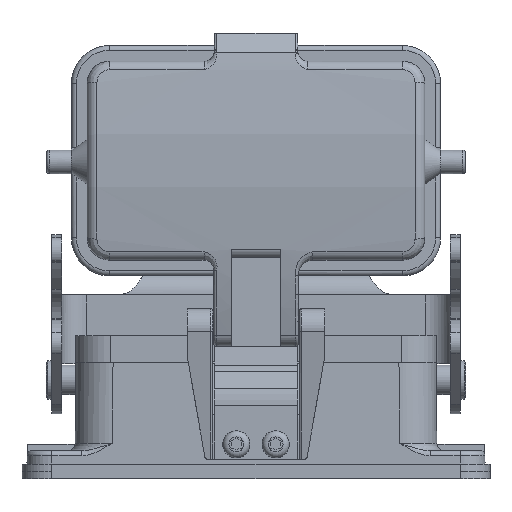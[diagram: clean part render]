
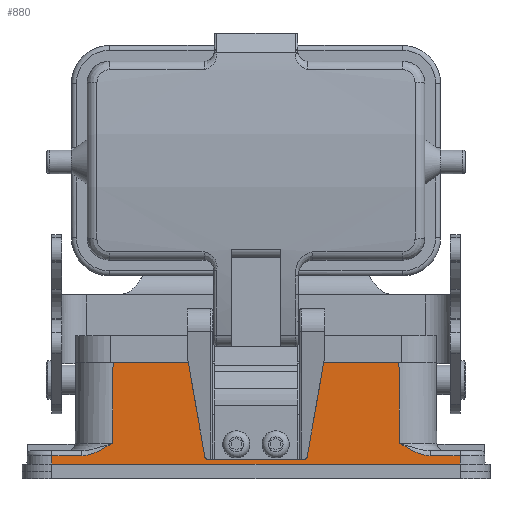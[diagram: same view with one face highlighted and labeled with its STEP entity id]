
A CAD part, left-side view. The second image highlights one B-rep face of the part: STEP entity #880.
In plain terms, the highlighted planar face has unit normal (-1, 0, 0.009).
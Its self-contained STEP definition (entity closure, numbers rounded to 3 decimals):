
#203=FACE_BOUND('',#2348,.T.);
#204=FACE_BOUND('',#2349,.T.);
#205=FACE_BOUND('',#2350,.T.);
#413=PLANE('',#11636);
#744=ELLIPSE('',#11632,1.5,1.5);
#745=ELLIPSE('',#11633,1.5,1.5);
#746=ELLIPSE('',#11634,1.5,1.5);
#747=ELLIPSE('',#11635,1.5,1.5);
#880=ADVANCED_FACE('',(#203,#204,#205),#413,.T.);
#2348=EDGE_LOOP('',(#3731,#3732,#3733,#3734,#3735,#3736,#3737,#3738,#3739,
#3740,#3741,#3742,#3743,#3744));
#2349=EDGE_LOOP('',(#3745,#3746));
#2350=EDGE_LOOP('',(#3747,#3748));
#3537=B_SPLINE_CURVE_WITH_KNOTS('',3,(#16208,#16209,#16210,#16211,#16212,
#16213),.UNSPECIFIED.,.F.,.F.,(4,2,4),(0.,0.5,1.),.UNSPECIFIED.);
#3538=B_SPLINE_CURVE_WITH_KNOTS('',3,(#16229,#16230,#16231,#16232,#16233,
#16234),.UNSPECIFIED.,.F.,.F.,(4,2,4),(0.,0.5,1.),.UNSPECIFIED.);
#3731=ORIENTED_EDGE('',*,*,#8099,.F.);
#3732=ORIENTED_EDGE('',*,*,#8100,.F.);
#3733=ORIENTED_EDGE('',*,*,#8101,.F.);
#3734=ORIENTED_EDGE('',*,*,#8102,.F.);
#3735=ORIENTED_EDGE('',*,*,#8103,.F.);
#3736=ORIENTED_EDGE('',*,*,#8104,.T.);
#3737=ORIENTED_EDGE('',*,*,#8105,.T.);
#3738=ORIENTED_EDGE('',*,*,#8106,.F.);
#3739=ORIENTED_EDGE('',*,*,#8107,.F.);
#3740=ORIENTED_EDGE('',*,*,#8108,.T.);
#3741=ORIENTED_EDGE('',*,*,#8109,.T.);
#3742=ORIENTED_EDGE('',*,*,#8110,.T.);
#3743=ORIENTED_EDGE('',*,*,#8111,.T.);
#3744=ORIENTED_EDGE('',*,*,#8112,.T.);
#3745=ORIENTED_EDGE('',*,*,#8113,.F.);
#3746=ORIENTED_EDGE('',*,*,#8114,.F.);
#3747=ORIENTED_EDGE('',*,*,#8115,.F.);
#3748=ORIENTED_EDGE('',*,*,#8116,.F.);
#7031=VERTEX_POINT('',#16202);
#7032=VERTEX_POINT('',#16203);
#7033=VERTEX_POINT('',#16205);
#7034=VERTEX_POINT('',#16207);
#7035=VERTEX_POINT('',#16214);
#7036=VERTEX_POINT('',#16216);
#7037=VERTEX_POINT('',#16218);
#7038=VERTEX_POINT('',#16220);
#7039=VERTEX_POINT('',#16222);
#7040=VERTEX_POINT('',#16224);
#7041=VERTEX_POINT('',#16226);
#7042=VERTEX_POINT('',#16228);
#7043=VERTEX_POINT('',#16235);
#7044=VERTEX_POINT('',#16237);
#7045=VERTEX_POINT('',#16240);
#7046=VERTEX_POINT('',#16241);
#7047=VERTEX_POINT('',#16244);
#7048=VERTEX_POINT('',#16245);
#8099=EDGE_CURVE('',#7031,#7032,#9738,.T.);
#8100=EDGE_CURVE('',#7033,#7031,#9739,.T.);
#8101=EDGE_CURVE('',#7034,#7033,#9740,.T.);
#8102=EDGE_CURVE('',#7035,#7034,#3537,.T.);
#8103=EDGE_CURVE('',#7036,#7035,#9741,.T.);
#8104=EDGE_CURVE('',#7036,#7037,#9742,.T.);
#8105=EDGE_CURVE('',#7037,#7038,#9743,.T.);
#8106=EDGE_CURVE('',#7039,#7038,#9744,.T.);
#8107=EDGE_CURVE('',#7040,#7039,#9745,.T.);
#8108=EDGE_CURVE('',#7040,#7041,#9746,.T.);
#8109=EDGE_CURVE('',#7041,#7042,#9747,.T.);
#8110=EDGE_CURVE('',#7042,#7043,#3538,.T.);
#8111=EDGE_CURVE('',#7043,#7044,#9748,.T.);
#8112=EDGE_CURVE('',#7044,#7032,#9749,.T.);
#8113=EDGE_CURVE('',#7045,#7046,#744,.T.);
#8114=EDGE_CURVE('',#7046,#7045,#745,.T.);
#8115=EDGE_CURVE('',#7047,#7048,#746,.T.);
#8116=EDGE_CURVE('',#7048,#7047,#747,.T.);
#9738=LINE('',#16201,#10685);
#9739=LINE('',#16204,#10686);
#9740=LINE('',#16206,#10687);
#9741=LINE('',#16215,#10688);
#9742=LINE('',#16217,#10689);
#9743=LINE('',#16219,#10690);
#9744=LINE('',#16221,#10691);
#9745=LINE('',#16223,#10692);
#9746=LINE('',#16225,#10693);
#9747=LINE('',#16227,#10694);
#9748=LINE('',#16236,#10695);
#9749=LINE('',#16238,#10696);
#10685=VECTOR('',#12827,1.);
#10686=VECTOR('',#12828,1.);
#10687=VECTOR('',#12829,1.);
#10688=VECTOR('',#12830,1.);
#10689=VECTOR('',#12831,1.);
#10690=VECTOR('',#12832,1.);
#10691=VECTOR('',#12833,1.);
#10692=VECTOR('',#12834,1.);
#10693=VECTOR('',#12835,1.);
#10694=VECTOR('',#12836,1.);
#10695=VECTOR('',#12837,1.);
#10696=VECTOR('',#12838,1.);
#11632=AXIS2_PLACEMENT_3D('',#16239,#12839,#12840);
#11633=AXIS2_PLACEMENT_3D('',#16242,#12841,#12842);
#11634=AXIS2_PLACEMENT_3D('',#16243,#12843,#12844);
#11635=AXIS2_PLACEMENT_3D('',#16246,#12845,#12846);
#11636=AXIS2_PLACEMENT_3D('',#16247,#12847,#12848);
#12827=DIRECTION('',(0.,1.,0.));
#12828=DIRECTION('',(-0.009,-0.009,-1.));
#12829=DIRECTION('',(0.,-1.,0.));
#12830=DIRECTION('',(-0.009,-0.009,-1.));
#12831=DIRECTION('',(0.,1.,0.));
#12832=DIRECTION('',(-0.009,0.,-1.));
#12833=DIRECTION('',(0.,-1.,0.));
#12834=DIRECTION('',(-0.009,0.,-1.));
#12835=DIRECTION('',(0.,1.,0.));
#12836=DIRECTION('',(-0.009,0.009,-1.));
#12837=DIRECTION('',(0.,1.,0.));
#12838=DIRECTION('',(-0.009,0.009,-1.));
#12839=DIRECTION('',(-1.,0.,0.009));
#12840=DIRECTION('',(-0.009,0.,-1.));
#12841=DIRECTION('',(-1.,0.,0.009));
#12842=DIRECTION('',(-0.009,0.,-1.));
#12843=DIRECTION('',(-1.,0.,0.009));
#12844=DIRECTION('',(-0.009,0.,-1.));
#12845=DIRECTION('',(-1.,0.,0.009));
#12846=DIRECTION('',(-0.009,0.,-1.));
#12847=DIRECTION('',(-1.,0.,0.009));
#12848=DIRECTION('',(-0.009,0.,-1.));
#16201=CARTESIAN_POINT('',(-149.236,23.484,0.));
#16202=CARTESIAN_POINT('',(-149.236,-41.508,0.));
#16203=CARTESIAN_POINT('',(-149.236,41.508,0.));
#16204=CARTESIAN_POINT('',(-149.234,-41.506,0.204));
#16205=CARTESIAN_POINT('',(-149.207,-41.48,3.225));
#16206=CARTESIAN_POINT('',(-149.207,-41.471,3.225));
#16207=CARTESIAN_POINT('',(-149.207,-35.417,3.225));
#16208=CARTESIAN_POINT('',(-149.186,-29.183,5.715));
#16209=CARTESIAN_POINT('',(-149.191,-30.147,5.118));
#16210=CARTESIAN_POINT('',(-149.196,-31.108,4.522));
#16211=CARTESIAN_POINT('',(-149.204,-33.162,3.581));
#16212=CARTESIAN_POINT('',(-149.207,-34.267,3.225));
#16213=CARTESIAN_POINT('',(-149.207,-35.417,3.225));
#16214=CARTESIAN_POINT('',(-149.186,-29.183,5.715));
#16215=CARTESIAN_POINT('',(-149.235,-29.233,0.097));
#16216=CARTESIAN_POINT('',(-149.043,-29.04,22.11));
#16217=CARTESIAN_POINT('',(-149.043,-4.891,22.11));
#16218=CARTESIAN_POINT('',(-149.043,-1.759,22.11));
#16219=CARTESIAN_POINT('',(-149.236,-1.759,0.));
#16220=CARTESIAN_POINT('',(-149.087,-1.759,17.085));
#16221=CARTESIAN_POINT('',(-149.087,28.391,17.085));
#16222=CARTESIAN_POINT('',(-149.087,1.759,17.085));
#16223=CARTESIAN_POINT('',(-149.236,1.759,0.));
#16224=CARTESIAN_POINT('',(-149.043,1.759,22.11));
#16225=CARTESIAN_POINT('',(-149.043,4.891,22.11));
#16226=CARTESIAN_POINT('',(-149.043,29.04,22.11));
#16227=CARTESIAN_POINT('',(-149.235,29.233,0.097));
#16228=CARTESIAN_POINT('',(-149.186,29.183,5.715));
#16229=CARTESIAN_POINT('',(-149.186,29.183,5.715));
#16230=CARTESIAN_POINT('',(-149.191,30.147,5.118));
#16231=CARTESIAN_POINT('',(-149.196,31.108,4.522));
#16232=CARTESIAN_POINT('',(-149.204,33.162,3.581));
#16233=CARTESIAN_POINT('',(-149.207,34.267,3.225));
#16234=CARTESIAN_POINT('',(-149.207,35.417,3.225));
#16235=CARTESIAN_POINT('',(-149.207,35.417,3.225));
#16236=CARTESIAN_POINT('',(-149.207,41.471,3.225));
#16237=CARTESIAN_POINT('',(-149.207,41.48,3.225));
#16238=CARTESIAN_POINT('',(-149.234,41.506,0.204));
#16239=CARTESIAN_POINT('',(-149.188,4.,5.5));
#16240=CARTESIAN_POINT('',(-149.176,4.696,6.829));
#16241=CARTESIAN_POINT('',(-149.2,4.404,4.055));
#16242=CARTESIAN_POINT('',(-149.188,4.,5.5));
#16243=CARTESIAN_POINT('',(-149.188,-4.,5.5));
#16244=CARTESIAN_POINT('',(-149.176,-3.304,6.829));
#16245=CARTESIAN_POINT('',(-149.2,-3.596,4.055));
#16246=CARTESIAN_POINT('',(-149.188,-4.,5.5));
#16247=CARTESIAN_POINT('',(-149.236,4.891,0.));
